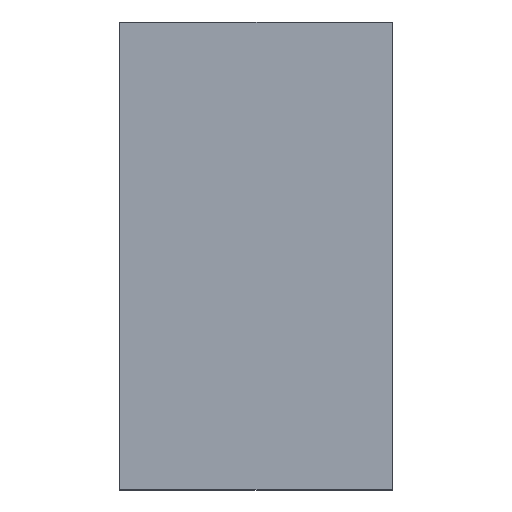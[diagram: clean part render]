
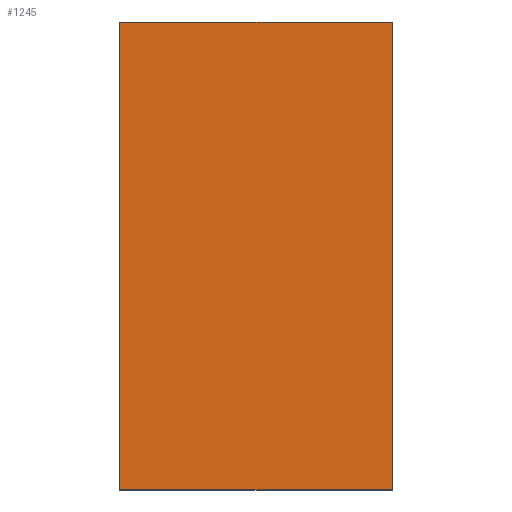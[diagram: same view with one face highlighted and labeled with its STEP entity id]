
A CAD part, left-side view. The second image highlights one B-rep face of the part: STEP entity #1245.
In plain terms, the highlighted planar face has unit normal (-1, 0, 0).
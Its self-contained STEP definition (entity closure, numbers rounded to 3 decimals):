
#25 = LINE ( 'NONE', #804, #1139 ) ;
#38 = CARTESIAN_POINT ( 'NONE',  ( -0.345, 0., 0.3 ) ) ;
#117 = DIRECTION ( 'NONE',  ( 1., 0., 0. ) ) ;
#189 = VERTEX_POINT ( 'NONE', #38 ) ;
#221 = VERTEX_POINT ( 'NONE', #1531 ) ;
#249 = EDGE_CURVE ( 'NONE', #1260, #189, #1818, .T. ) ;
#264 = CARTESIAN_POINT ( 'NONE',  ( -0.345, 0.35, -0.3 ) ) ;
#285 = EDGE_CURVE ( 'NONE', #308, #1260, #1489, .T. ) ;
#308 = VERTEX_POINT ( 'NONE', #830 ) ;
#342 = EDGE_CURVE ( 'NONE', #221, #189, #25, .T. ) ;
#472 = CARTESIAN_POINT ( 'NONE',  ( -0.345, 0.35, -0.3 ) ) ;
#479 = VECTOR ( 'NONE', #642, 1000. ) ;
#500 = CARTESIAN_POINT ( 'NONE',  ( -0.345, 0.35, -0.3 ) ) ;
#620 = EDGE_CURVE ( 'NONE', #308, #221, #1459, .T. ) ;
#642 = DIRECTION ( 'NONE',  ( 0., 0., 1. ) ) ;
#780 = CARTESIAN_POINT ( 'NONE',  ( -0.345, 0., -0.3 ) ) ;
#804 = CARTESIAN_POINT ( 'NONE',  ( -0.345, 0.35, 0.3 ) ) ;
#819 = ORIENTED_EDGE ( 'NONE', *, *, #342, .F. ) ;
#830 = CARTESIAN_POINT ( 'NONE',  ( -0.345, 0.35, -0.3 ) ) ;
#986 = VECTOR ( 'NONE', #1521, 1000. ) ;
#996 = EDGE_LOOP ( 'NONE', ( #1949, #819, #1018, #1761 ) ) ;
#1018 = ORIENTED_EDGE ( 'NONE', *, *, #620, .F. ) ;
#1039 = PLANE ( 'NONE',  #1090 ) ;
#1090 = AXIS2_PLACEMENT_3D ( 'NONE', #264, #117, #1940 ) ;
#1139 = VECTOR ( 'NONE', #1863, 1000. ) ;
#1214 = CARTESIAN_POINT ( 'NONE',  ( -0.345, 0., -0.3 ) ) ;
#1245 = ADVANCED_FACE ( 'NONE', ( #1414 ), #1039, .F. ) ;
#1260 = VERTEX_POINT ( 'NONE', #780 ) ;
#1323 = VECTOR ( 'NONE', #1525, 1000. ) ;
#1414 = FACE_OUTER_BOUND ( 'NONE', #996, .T. ) ;
#1459 = LINE ( 'NONE', #500, #1323 ) ;
#1489 = LINE ( 'NONE', #472, #986 ) ;
#1521 = DIRECTION ( 'NONE',  ( 0., -1., 0. ) ) ;
#1525 = DIRECTION ( 'NONE',  ( 0., 0., 1. ) ) ;
#1531 = CARTESIAN_POINT ( 'NONE',  ( -0.345, 0.35, 0.3 ) ) ;
#1761 = ORIENTED_EDGE ( 'NONE', *, *, #285, .T. ) ;
#1818 = LINE ( 'NONE', #1214, #479 ) ;
#1863 = DIRECTION ( 'NONE',  ( 0., -1., 0. ) ) ;
#1940 = DIRECTION ( 'NONE',  ( 0., 0., -1. ) ) ;
#1949 = ORIENTED_EDGE ( 'NONE', *, *, #249, .T. ) ;
